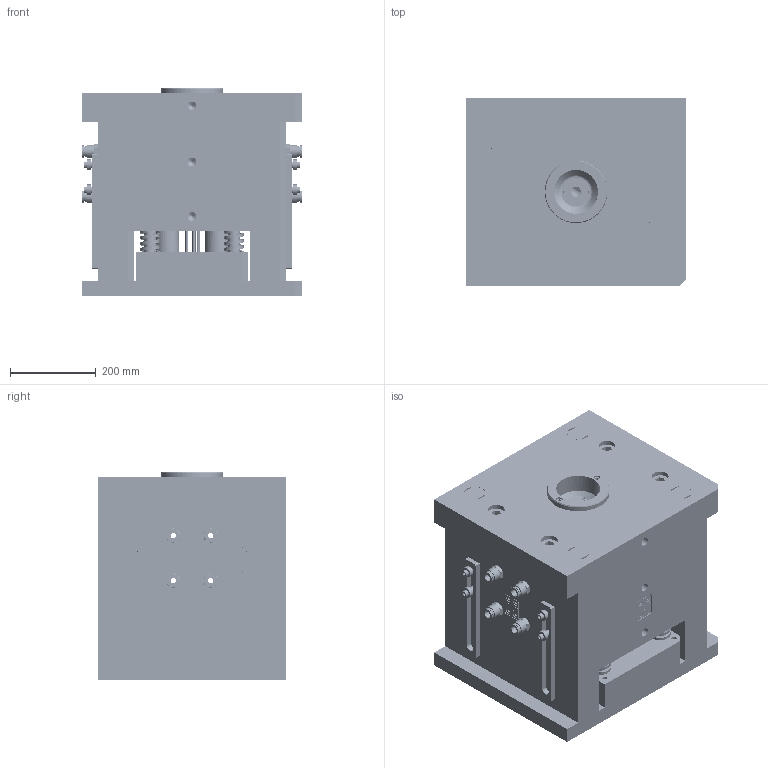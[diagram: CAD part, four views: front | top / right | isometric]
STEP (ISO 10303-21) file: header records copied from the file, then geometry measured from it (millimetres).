
FILE_DESCRIPTION(('FreeCAD Model'),'2;1');
FILE_NAME('Open CASCADE Shape Model','2025-05-04T21:01:30',('FreeCAD'),( 'FreeCAD'),'Open CASCADE STEP processor 7.6','FreeCAD','Unknown');
FILE_SCHEMA(('AUTOMOTIVE_DESIGN { 1 0 10303 214 1 1 1 1 }'));
Products named in the file (1): Open CASCADE STEP translator 7.6 1
Bounding box: 511.72 x 438.61 x 486.86 mm (x, y, z)
Volume: 84037219 mm3; surface area: 7184732.7 mm2
Topology: 242 solids, 242 shells, 5396 faces, 12550 edges, 8299 vertices
Faces by surface type: bspline 5396
Entity records: 229050 total; most frequent: CARTESIAN_POINT 152642, ORIENTED_EDGE 24744, EDGE_CURVE 12372, B_SPLINE_CURVE_WITH_KNOTS 8306, VERTEX_POINT 8239, FACE_BOUND 6753, EDGE_LOOP 6753, ADVANCED_FACE 5396
